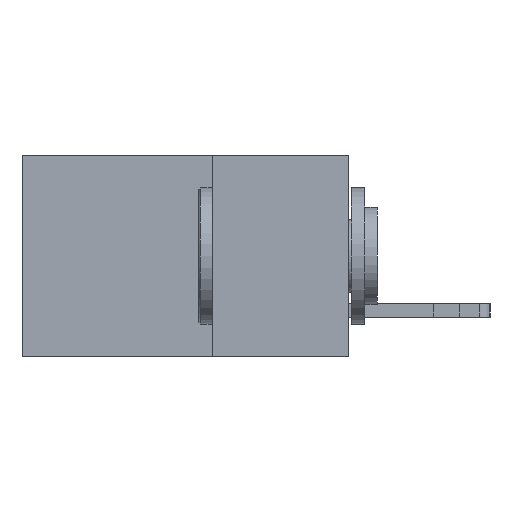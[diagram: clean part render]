
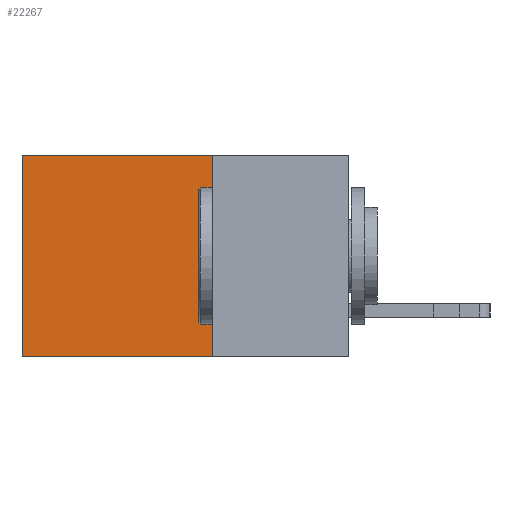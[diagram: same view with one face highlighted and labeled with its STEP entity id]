
A CAD part, left-side view. The second image highlights one B-rep face of the part: STEP entity #22267.
In plain terms, the highlighted planar face has unit normal (-1, 0, 0).
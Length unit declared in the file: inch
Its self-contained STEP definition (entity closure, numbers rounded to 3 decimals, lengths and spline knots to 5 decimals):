
#263 = CARTESIAN_POINT ( 'NONE',  ( 0.298, 0.25, -0.37 ) ) ;
#1083 = DIRECTION ( 'NONE',  ( 0., 0., -1. ) ) ;
#1308 = CARTESIAN_POINT ( 'NONE',  ( 0.298, 0.25, 0. ) ) ;
#1975 = VERTEX_POINT ( 'NONE', #263 ) ;
#2164 = LINE ( 'NONE', #4088, #2784 ) ;
#2784 = VECTOR ( 'NONE', #9848, 39.37008 ) ;
#3736 = FACE_OUTER_BOUND ( 'NONE', #7564, .T. ) ;
#3981 = LINE ( 'NONE', #18970, #23945 ) ;
#4088 = CARTESIAN_POINT ( 'NONE',  ( 0.298, 0.25, -0.37 ) ) ;
#4374 = PLANE ( 'NONE',  #10440 ) ;
#4668 = LINE ( 'NONE', #21717, #9756 ) ;
#5868 = ORIENTED_EDGE ( 'NONE', *, *, #17120, .T. ) ;
#6241 = DIRECTION ( 'NONE',  ( 0., 0., -1. ) ) ;
#7564 = EDGE_LOOP ( 'NONE', ( #21162, #21723, #17208, #5868 ) ) ;
#7596 = VECTOR ( 'NONE', #1083, 39.37008 ) ;
#7828 = VERTEX_POINT ( 'NONE', #1308 ) ;
#9756 = VECTOR ( 'NONE', #6241, 39.37008 ) ;
#9848 = DIRECTION ( 'NONE',  ( 0., 1., 0. ) ) ;
#10053 = DIRECTION ( 'NONE',  ( 1., 0., 0. ) ) ;
#10440 = AXIS2_PLACEMENT_3D ( 'NONE', #13925, #10053, #17869 ) ;
#10686 = CARTESIAN_POINT ( 'NONE',  ( 0.298, 0.25, 0. ) ) ;
#11271 = CARTESIAN_POINT ( 'NONE',  ( 0.298, 0.6, -0.37 ) ) ;
#13925 = CARTESIAN_POINT ( 'NONE',  ( 0.298, 0.25, 0. ) ) ;
#14260 = CARTESIAN_POINT ( 'NONE',  ( 0.298, 0.6, 0. ) ) ;
#17120 = EDGE_CURVE ( 'NONE', #7828, #22369, #3981, .T. ) ;
#17208 = ORIENTED_EDGE ( 'NONE', *, *, #17627, .F. ) ;
#17627 = EDGE_CURVE ( 'NONE', #7828, #1975, #23054, .T. ) ;
#17869 = DIRECTION ( 'NONE',  ( 0., 0., -1. ) ) ;
#18970 = CARTESIAN_POINT ( 'NONE',  ( 0.298, 0.25, 0. ) ) ;
#20904 = DIRECTION ( 'NONE',  ( 0., 1., 0. ) ) ;
#21162 = ORIENTED_EDGE ( 'NONE', *, *, #23565, .T. ) ;
#21717 = CARTESIAN_POINT ( 'NONE',  ( 0.298, 0.6, 0. ) ) ;
#21723 = ORIENTED_EDGE ( 'NONE', *, *, #24525, .F. ) ;
#22267 = ADVANCED_FACE ( 'NONE', ( #3736 ), #4374, .F. ) ;
#22369 = VERTEX_POINT ( 'NONE', #14260 ) ;
#23054 = LINE ( 'NONE', #10686, #7596 ) ;
#23352 = VERTEX_POINT ( 'NONE', #11271 ) ;
#23565 = EDGE_CURVE ( 'NONE', #22369, #23352, #4668, .T. ) ;
#23945 = VECTOR ( 'NONE', #20904, 39.37008 ) ;
#24525 = EDGE_CURVE ( 'NONE', #1975, #23352, #2164, .T. ) ;
